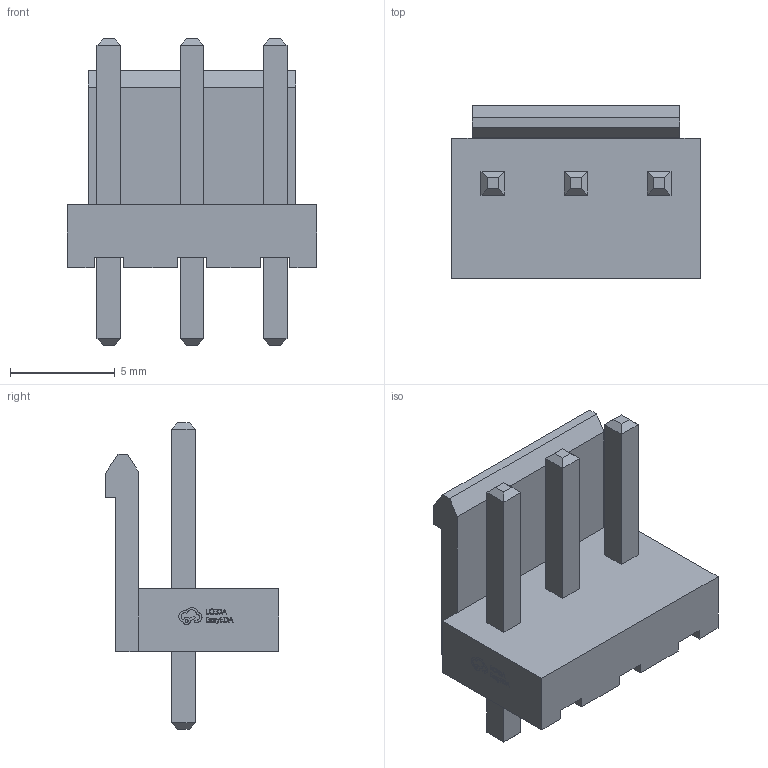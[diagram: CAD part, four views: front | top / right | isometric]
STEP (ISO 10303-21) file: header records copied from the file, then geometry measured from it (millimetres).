
FILE_DESCRIPTION (( 'STEP AP214' ), '1' );
FILE_NAME ('CONN-TH_3P-P3.96_FWF39601-S03S22W1B.step', '2022-07-29T16:41:00', ( '' ), ( '' ), 'SwSTEP 2.0', 'SolidWorks 2020', '' );
FILE_SCHEMA (( 'AUTOMOTIVE_DESIGN' ));
Length unit declared in the file: millimetre
Products named in the file (1): CONN-TH_3P-P3.96_FWF39601-S03S22W1B
Bounding box: 11.88 x 8.26 x 14.6 mm (x, y, z)
Volume: 372.8 mm3; surface area: 621.6 mm2
Topology: 14 solids, 14 shells, 320 faces, 863 edges, 584 vertices
Faces by surface type: plane 222, bspline 98
Entity records: 14044 total; most frequent: CARTESIAN_POINT 3270, ORIENTED_EDGE 1726, DIRECTION 1095, EDGE_CURVE 863, LINE 649, VECTOR 649, VERTEX_POINT 584, EDGE_LOOP 345
